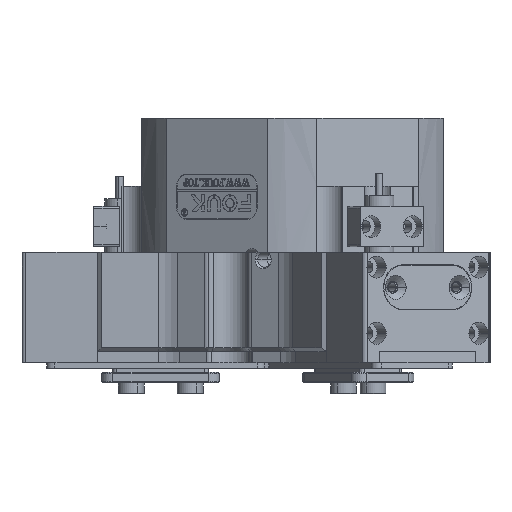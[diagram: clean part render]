
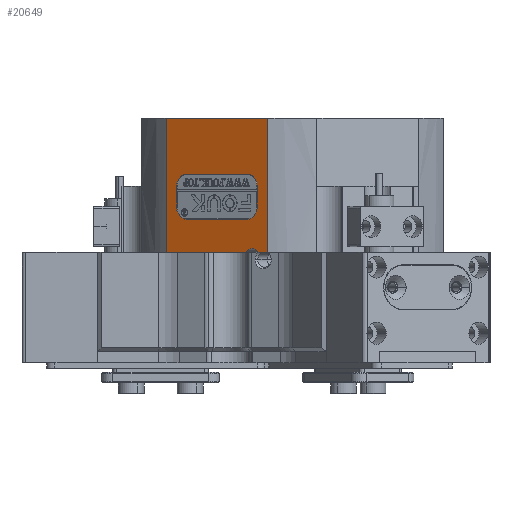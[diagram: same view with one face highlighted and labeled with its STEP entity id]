
A CAD part, front view. The second image highlights one B-rep face of the part: STEP entity #20649.
In plain terms, the highlighted planar face has unit normal (-0.5, -0.866, 0).
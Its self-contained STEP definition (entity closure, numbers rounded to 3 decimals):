
#164 = DIRECTION ( 'NONE',  ( -0.5, -0.866, 0. ) ) ;
#398 = CARTESIAN_POINT ( 'NONE',  ( -28.814, -30.707, 9. ) ) ;
#1093 = CARTESIAN_POINT ( 'NONE',  ( -34.329, -27.523, 0. ) ) ;
#1350 = VERTEX_POINT ( 'NONE', #20886 ) ;
#1642 = ORIENTED_EDGE ( 'NONE', *, *, #25331, .T. ) ;
#1752 = ORIENTED_EDGE ( 'NONE', *, *, #10036, .F. ) ;
#1773 = CARTESIAN_POINT ( 'NONE',  ( -28.814, -30.707, 9. ) ) ;
#2233 = EDGE_CURVE ( 'NONE', #2983, #25568, #22514, .T. ) ;
#2937 = VERTEX_POINT ( 'NONE', #16026 ) ;
#2983 = VERTEX_POINT ( 'NONE', #14206 ) ;
#3054 = EDGE_CURVE ( 'NONE', #32873, #40433, #8780, .T. ) ;
#3146 = VERTEX_POINT ( 'NONE', #47853 ) ;
#4398 = DIRECTION ( 'NONE',  ( 0.5, 0.866, 0. ) ) ;
#4468 = DIRECTION ( 'NONE',  ( -0.5, -0.866, 0. ) ) ;
#5056 = ORIENTED_EDGE ( 'NONE', *, *, #2233, .T. ) ;
#5625 = CARTESIAN_POINT ( 'NONE',  ( -34.329, -27.523, 36.5 ) ) ;
#5814 = CARTESIAN_POINT ( 'NONE',  ( -31.412, -29.207, 12. ) ) ;
#6354 = EDGE_CURVE ( 'NONE', #36201, #24050, #13321, .T. ) ;
#6876 = DIRECTION ( 'NONE',  ( 0.866, -0.5, 0. ) ) ;
#7535 = LINE ( 'NONE', #28246, #22420 ) ;
#7583 = ORIENTED_EDGE ( 'NONE', *, *, #6354, .T. ) ;
#7982 = VECTOR ( 'NONE', #45464, 1000. ) ;
#8047 = PLANE ( 'NONE',  #35553 ) ;
#8780 = CIRCLE ( 'NONE', #26931, 3. ) ;
#8981 = DIRECTION ( 'NONE',  ( -0.5, -0.866, 0. ) ) ;
#9148 = CARTESIAN_POINT ( 'NONE',  ( -12.186, -40.307, 18.2 ) ) ;
#9775 = DIRECTION ( 'NONE',  ( -0.866, 0.5, 0. ) ) ;
#9894 = CARTESIAN_POINT ( 'NONE',  ( -31.412, -29.207, 18.2 ) ) ;
#10036 = EDGE_CURVE ( 'NONE', #11461, #14879, #17762, .T. ) ;
#10232 = EDGE_CURVE ( 'NONE', #3146, #2937, #33834, .T. ) ;
#11461 = VERTEX_POINT ( 'NONE', #16972 ) ;
#11483 = LINE ( 'NONE', #32283, #20368 ) ;
#12169 = CARTESIAN_POINT ( 'NONE',  ( -28.814, -30.707, 21.2 ) ) ;
#13009 = VECTOR ( 'NONE', #39375, 1000. ) ;
#13321 = LINE ( 'NONE', #37431, #7982 ) ;
#13505 = ORIENTED_EDGE ( 'NONE', *, *, #24516, .F. ) ;
#14024 = EDGE_CURVE ( 'NONE', #2937, #15921, #11483, .T. ) ;
#14206 = CARTESIAN_POINT ( 'NONE',  ( -6.671, -43.491, 0. ) ) ;
#14352 = EDGE_LOOP ( 'NONE', ( #34002, #13505, #25002, #31528, #19028, #17016, #32620, #44152 ) ) ;
#14879 = VERTEX_POINT ( 'NONE', #22121 ) ;
#15566 = EDGE_CURVE ( 'NONE', #1350, #32873, #37071, .T. ) ;
#15917 = CARTESIAN_POINT ( 'NONE',  ( -9.588, -41.807, 18.2 ) ) ;
#15921 = VERTEX_POINT ( 'NONE', #15917 ) ;
#16026 = CARTESIAN_POINT ( 'NONE',  ( -9.588, -41.807, 12. ) ) ;
#16959 = DIRECTION ( 'NONE',  ( -0.866, 0.5, 0. ) ) ;
#16972 = CARTESIAN_POINT ( 'NONE',  ( -9.037, -42.125, 0. ) ) ;
#17016 = ORIENTED_EDGE ( 'NONE', *, *, #48226, .F. ) ;
#17078 = DIRECTION ( 'NONE',  ( -0.866, 0.5, 0. ) ) ;
#17432 = DIRECTION ( 'NONE',  ( 0.866, -0.5, 0. ) ) ;
#17594 = CARTESIAN_POINT ( 'NONE',  ( -28.814, -30.707, 21.2 ) ) ;
#17762 = CIRCLE ( 'NONE', #26947, 3. ) ;
#19028 = ORIENTED_EDGE ( 'NONE', *, *, #36655, .F. ) ;
#19213 = LINE ( 'NONE', #49173, #23363 ) ;
#19578 = CARTESIAN_POINT ( 'NONE',  ( -12.186, -40.307, 12. ) ) ;
#20368 = VECTOR ( 'NONE', #43702, 1000. ) ;
#20649 = ADVANCED_FACE ( 'NONE', ( #22873, #39011 ), #8047, .F. ) ;
#20849 = DIRECTION ( 'NONE',  ( 0., 0., -1. ) ) ;
#20886 = CARTESIAN_POINT ( 'NONE',  ( -12.186, -40.307, 21.2 ) ) ;
#22121 = CARTESIAN_POINT ( 'NONE',  ( -12.91, -39.889, 0. ) ) ;
#22168 = DIRECTION ( 'NONE',  ( -0.5, -0.866, 0. ) ) ;
#22420 = VECTOR ( 'NONE', #17078, 1000. ) ;
#22514 = LINE ( 'NONE', #42483, #41000 ) ;
#22873 = FACE_BOUND ( 'NONE', #14352, .T. ) ;
#23363 = VECTOR ( 'NONE', #34923, 1000. ) ;
#23574 = DIRECTION ( 'NONE',  ( 0.866, -0.5, 0. ) ) ;
#23634 = LINE ( 'NONE', #45281, #42690 ) ;
#24050 = VERTEX_POINT ( 'NONE', #1093 ) ;
#24516 = EDGE_CURVE ( 'NONE', #15921, #1350, #40417, .T. ) ;
#24519 = CARTESIAN_POINT ( 'NONE',  ( -31.412, -29.207, 18.2 ) ) ;
#25002 = ORIENTED_EDGE ( 'NONE', *, *, #14024, .F. ) ;
#25266 = CARTESIAN_POINT ( 'NONE',  ( -28.814, -30.707, 12. ) ) ;
#25331 = EDGE_CURVE ( 'NONE', #25568, #36201, #23634, .T. ) ;
#25568 = VERTEX_POINT ( 'NONE', #27306 ) ;
#26398 = EDGE_LOOP ( 'NONE', ( #45277, #1752, #46623, #5056, #1642, #7583 ) ) ;
#26931 = AXIS2_PLACEMENT_3D ( 'NONE', #29662, #22168, #6876 ) ;
#26947 = AXIS2_PLACEMENT_3D ( 'NONE', #41558, #164, #29922 ) ;
#27197 = CARTESIAN_POINT ( 'NONE',  ( 2.105, -48.558, 50. ) ) ;
#27306 = CARTESIAN_POINT ( 'NONE',  ( -6.671, -43.491, 36.5 ) ) ;
#28015 = VECTOR ( 'NONE', #20849, 1000. ) ;
#28246 = CARTESIAN_POINT ( 'NONE',  ( -6.694, -43.478, 0. ) ) ;
#29052 = EDGE_CURVE ( 'NONE', #2983, #11461, #19213, .T. ) ;
#29662 = CARTESIAN_POINT ( 'NONE',  ( -28.814, -30.707, 18.2 ) ) ;
#29922 = DIRECTION ( 'NONE',  ( 0.866, -0.5, 0. ) ) ;
#30122 = VERTEX_POINT ( 'NONE', #398 ) ;
#31021 = DIRECTION ( 'NONE',  ( -0.866, 0.5, 0. ) ) ;
#31528 = ORIENTED_EDGE ( 'NONE', *, *, #10232, .F. ) ;
#32283 = CARTESIAN_POINT ( 'NONE',  ( -9.588, -41.807, 18.2 ) ) ;
#32620 = ORIENTED_EDGE ( 'NONE', *, *, #46979, .F. ) ;
#32790 = AXIS2_PLACEMENT_3D ( 'NONE', #9148, #8981, #16959 ) ;
#32873 = VERTEX_POINT ( 'NONE', #12169 ) ;
#33308 = CIRCLE ( 'NONE', #39928, 3. ) ;
#33834 = CIRCLE ( 'NONE', #39073, 3. ) ;
#34002 = ORIENTED_EDGE ( 'NONE', *, *, #15566, .F. ) ;
#34923 = DIRECTION ( 'NONE',  ( -0.866, 0.5, 0. ) ) ;
#35454 = VERTEX_POINT ( 'NONE', #5814 ) ;
#35553 = AXIS2_PLACEMENT_3D ( 'NONE', #27197, #4398, #31021 ) ;
#36201 = VERTEX_POINT ( 'NONE', #5625 ) ;
#36261 = LINE ( 'NONE', #1773, #13009 ) ;
#36655 = EDGE_CURVE ( 'NONE', #30122, #3146, #36261, .T. ) ;
#37071 = LINE ( 'NONE', #17594, #42365 ) ;
#37431 = CARTESIAN_POINT ( 'NONE',  ( -34.329, -27.523, -27. ) ) ;
#37889 = EDGE_CURVE ( 'NONE', #14879, #24050, #7535, .T. ) ;
#39011 = FACE_OUTER_BOUND ( 'NONE', #26398, .T. ) ;
#39073 = AXIS2_PLACEMENT_3D ( 'NONE', #19578, #4468, #23574 ) ;
#39357 = LINE ( 'NONE', #24519, #28015 ) ;
#39375 = DIRECTION ( 'NONE',  ( 0.866, -0.5, 0. ) ) ;
#39928 = AXIS2_PLACEMENT_3D ( 'NONE', #25266, #40263, #17432 ) ;
#40263 = DIRECTION ( 'NONE',  ( -0.5, -0.866, 0. ) ) ;
#40417 = CIRCLE ( 'NONE', #32790, 3. ) ;
#40433 = VERTEX_POINT ( 'NONE', #9894 ) ;
#41000 = VECTOR ( 'NONE', #46410, 1000. ) ;
#41558 = CARTESIAN_POINT ( 'NONE',  ( -10.974, -41.007, -2. ) ) ;
#42365 = VECTOR ( 'NONE', #9775, 1000. ) ;
#42483 = CARTESIAN_POINT ( 'NONE',  ( -6.671, -43.491, -27. ) ) ;
#42690 = VECTOR ( 'NONE', #44958, 1000. ) ;
#43702 = DIRECTION ( 'NONE',  ( 0., 0., 1. ) ) ;
#44152 = ORIENTED_EDGE ( 'NONE', *, *, #3054, .F. ) ;
#44958 = DIRECTION ( 'NONE',  ( -0.866, 0.5, 0. ) ) ;
#45277 = ORIENTED_EDGE ( 'NONE', *, *, #37889, .F. ) ;
#45281 = CARTESIAN_POINT ( 'NONE',  ( -20.5, -35.507, 36.5 ) ) ;
#45464 = DIRECTION ( 'NONE',  ( 0., 0., -1. ) ) ;
#46410 = DIRECTION ( 'NONE',  ( 0., 0., 1. ) ) ;
#46623 = ORIENTED_EDGE ( 'NONE', *, *, #29052, .F. ) ;
#46979 = EDGE_CURVE ( 'NONE', #40433, #35454, #39357, .T. ) ;
#47853 = CARTESIAN_POINT ( 'NONE',  ( -12.186, -40.307, 9. ) ) ;
#48226 = EDGE_CURVE ( 'NONE', #35454, #30122, #33308, .T. ) ;
#49173 = CARTESIAN_POINT ( 'NONE',  ( -6.694, -43.478, 0. ) ) ;
